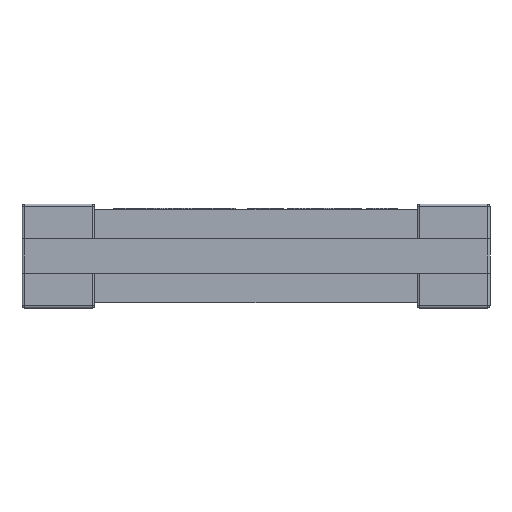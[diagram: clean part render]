
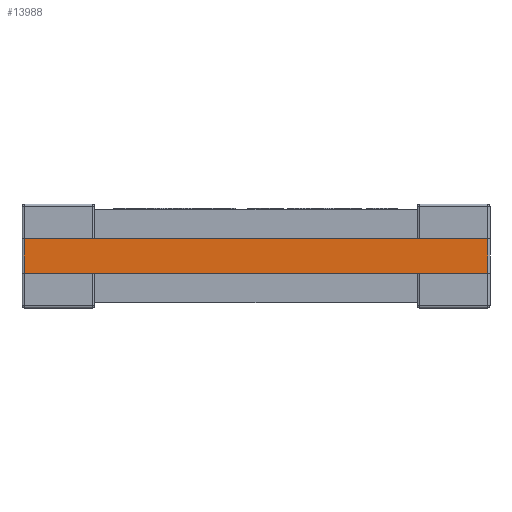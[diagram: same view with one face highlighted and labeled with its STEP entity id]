
A CAD part, front view. The second image highlights one B-rep face of the part: STEP entity #13988.
In plain terms, the highlighted planar face has unit normal (0, -1, 0).
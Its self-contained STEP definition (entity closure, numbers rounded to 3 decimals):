
#1578 = PLANE('',#1579);
#1579 = AXIS2_PLACEMENT_3D('',#1580,#1581,#1582);
#1580 = CARTESIAN_POINT('',(2.25,-1.6,0.667));
#1581 = DIRECTION('',(0.,0.,1.));
#1582 = DIRECTION('',(0.,-1.,0.));
#2612 = VERTEX_POINT('',#2613);
#2613 = CARTESIAN_POINT('',(-2.23,-1.6,0.667));
#2628 = CYLINDRICAL_SURFACE('',#2629,0.02);
#2629 = AXIS2_PLACEMENT_3D('',#2630,#2631,#2632);
#2630 = CARTESIAN_POINT('',(-2.23,-1.58,0.667));
#2631 = DIRECTION('',(0.,0.,-1.));
#2632 = DIRECTION('',(0.,1.,0.));
#2662 = EDGE_CURVE('',#2612,#2663,#2665,.T.);
#2663 = VERTEX_POINT('',#2664);
#2664 = CARTESIAN_POINT('',(2.23,-1.6,0.667));
#2665 = SURFACE_CURVE('',#2666,(#2670,#2677),.PCURVE_S1.);
#2666 = LINE('',#2667,#2668);
#2667 = CARTESIAN_POINT('',(-2.25,-1.6,0.667));
#2668 = VECTOR('',#2669,1.);
#2669 = DIRECTION('',(1.,0.,0.));
#2670 = PCURVE('',#1578,#2671);
#2671 = DEFINITIONAL_REPRESENTATION('',(#2672),#2676);
#2672 = LINE('',#2673,#2674);
#2673 = CARTESIAN_POINT('',(0.,-4.5));
#2674 = VECTOR('',#2675,1.);
#2675 = DIRECTION('',(0.,1.));
#2676 = ( GEOMETRIC_REPRESENTATION_CONTEXT(2) 
PARAMETRIC_REPRESENTATION_CONTEXT() REPRESENTATION_CONTEXT('2D SPACE',''
  ) );
#2677 = PCURVE('',#2678,#2683);
#2678 = PLANE('',#2679);
#2679 = AXIS2_PLACEMENT_3D('',#2680,#2681,#2682);
#2680 = CARTESIAN_POINT('',(-2.25,-1.6,0.667));
#2681 = DIRECTION('',(0.,1.,0.));
#2682 = DIRECTION('',(-1.,0.,0.));
#2683 = DEFINITIONAL_REPRESENTATION('',(#2684),#2688);
#2684 = LINE('',#2685,#2686);
#2685 = CARTESIAN_POINT('',(0.,0.));
#2686 = VECTOR('',#2687,1.);
#2687 = DIRECTION('',(-1.,0.));
#2688 = ( GEOMETRIC_REPRESENTATION_CONTEXT(2) 
PARAMETRIC_REPRESENTATION_CONTEXT() REPRESENTATION_CONTEXT('2D SPACE',''
  ) );
#2707 = CYLINDRICAL_SURFACE('',#2708,0.02);
#2708 = AXIS2_PLACEMENT_3D('',#2709,#2710,#2711);
#2709 = CARTESIAN_POINT('',(2.23,-1.58,0.667));
#2710 = DIRECTION('',(0.,0.,-1.));
#2711 = DIRECTION('',(0.,1.,0.));
#13879 = PLANE('',#13880);
#13880 = AXIS2_PLACEMENT_3D('',#13881,#13882,#13883);
#13881 = CARTESIAN_POINT('',(2.25,-1.6,0.333));
#13882 = DIRECTION('',(0.,0.,1.));
#13883 = DIRECTION('',(0.,-1.,0.));
#13895 = EDGE_CURVE('',#13896,#2663,#13898,.T.);
#13896 = VERTEX_POINT('',#13897);
#13897 = CARTESIAN_POINT('',(2.23,-1.6,0.333));
#13898 = SURFACE_CURVE('',#13899,(#13903,#13932),.PCURVE_S1.);
#13899 = LINE('',#13900,#13901);
#13900 = CARTESIAN_POINT('',(2.23,-1.6,0.667));
#13901 = VECTOR('',#13902,1.);
#13902 = DIRECTION('',(0.,0.,1.));
#13903 = PCURVE('',#2707,#13904);
#13904 = DEFINITIONAL_REPRESENTATION('',(#13905),#13931);
#13905 = B_SPLINE_CURVE_WITH_KNOTS('',3,(#13906,#13907,#13908,#13909,
    #13910,#13911,#13912,#13913,#13914,#13915,#13916,#13917,#13918,
    #13919,#13920,#13921,#13922,#13923,#13924,#13925,#13926,#13927,
    #13928,#13929,#13930),.UNSPECIFIED.,.F.,.F.,(4,1,1,1,1,1,1,1,1,1,1,1
    ,1,1,1,1,1,1,1,1,1,1,4),(-0.333,-0.318,
    -0.303,-0.288,-0.273,-0.258,
    -0.242,-0.227,-0.212,-0.197,
    -0.182,-0.167,-0.152,-0.136,
    -0.121,-0.106,-0.091,
    -0.076,-0.061,-0.045,
    -0.03,-0.015,0.),.UNSPECIFIED.);
#13906 = CARTESIAN_POINT('',(3.142,0.333));
#13907 = CARTESIAN_POINT('',(3.142,0.328));
#13908 = CARTESIAN_POINT('',(3.142,0.318));
#13909 = CARTESIAN_POINT('',(3.142,0.303));
#13910 = CARTESIAN_POINT('',(3.142,0.288));
#13911 = CARTESIAN_POINT('',(3.142,0.273));
#13912 = CARTESIAN_POINT('',(3.142,0.258));
#13913 = CARTESIAN_POINT('',(3.142,0.242));
#13914 = CARTESIAN_POINT('',(3.142,0.227));
#13915 = CARTESIAN_POINT('',(3.142,0.212));
#13916 = CARTESIAN_POINT('',(3.142,0.197));
#13917 = CARTESIAN_POINT('',(3.142,0.182));
#13918 = CARTESIAN_POINT('',(3.142,0.167));
#13919 = CARTESIAN_POINT('',(3.142,0.152));
#13920 = CARTESIAN_POINT('',(3.142,0.136));
#13921 = CARTESIAN_POINT('',(3.142,0.121));
#13922 = CARTESIAN_POINT('',(3.142,0.106));
#13923 = CARTESIAN_POINT('',(3.142,0.091));
#13924 = CARTESIAN_POINT('',(3.142,0.076));
#13925 = CARTESIAN_POINT('',(3.142,0.061));
#13926 = CARTESIAN_POINT('',(3.142,0.045));
#13927 = CARTESIAN_POINT('',(3.142,0.03));
#13928 = CARTESIAN_POINT('',(3.142,0.015));
#13929 = CARTESIAN_POINT('',(3.142,0.005));
#13930 = CARTESIAN_POINT('',(3.142,0.));
#13931 = ( GEOMETRIC_REPRESENTATION_CONTEXT(2) 
PARAMETRIC_REPRESENTATION_CONTEXT() REPRESENTATION_CONTEXT('2D SPACE',''
  ) );
#13932 = PCURVE('',#2678,#13933);
#13933 = DEFINITIONAL_REPRESENTATION('',(#13934),#13938);
#13934 = LINE('',#13935,#13936);
#13935 = CARTESIAN_POINT('',(-4.48,0.));
#13936 = VECTOR('',#13937,1.);
#13937 = DIRECTION('',(0.,1.));
#13938 = ( GEOMETRIC_REPRESENTATION_CONTEXT(2) 
PARAMETRIC_REPRESENTATION_CONTEXT() REPRESENTATION_CONTEXT('2D SPACE',''
  ) );
#13988 = ADVANCED_FACE('',(#13989),#2678,.F.);
#13989 = FACE_BOUND('',#13990,.T.);
#13990 = EDGE_LOOP('',(#13991,#13992,#14037,#14058));
#13991 = ORIENTED_EDGE('',*,*,#2662,.F.);
#13992 = ORIENTED_EDGE('',*,*,#13993,.T.);
#13993 = EDGE_CURVE('',#2612,#13994,#13996,.T.);
#13994 = VERTEX_POINT('',#13995);
#13995 = CARTESIAN_POINT('',(-2.23,-1.6,0.333));
#13996 = SURFACE_CURVE('',#13997,(#14001,#14008),.PCURVE_S1.);
#13997 = LINE('',#13998,#13999);
#13998 = CARTESIAN_POINT('',(-2.23,-1.6,0.667));
#13999 = VECTOR('',#14000,1.);
#14000 = DIRECTION('',(0.,0.,-1.));
#14001 = PCURVE('',#2678,#14002);
#14002 = DEFINITIONAL_REPRESENTATION('',(#14003),#14007);
#14003 = LINE('',#14004,#14005);
#14004 = CARTESIAN_POINT('',(-0.02,0.));
#14005 = VECTOR('',#14006,1.);
#14006 = DIRECTION('',(0.,-1.));
#14007 = ( GEOMETRIC_REPRESENTATION_CONTEXT(2) 
PARAMETRIC_REPRESENTATION_CONTEXT() REPRESENTATION_CONTEXT('2D SPACE',''
  ) );
#14008 = PCURVE('',#2628,#14009);
#14009 = DEFINITIONAL_REPRESENTATION('',(#14010),#14036);
#14010 = B_SPLINE_CURVE_WITH_KNOTS('',3,(#14011,#14012,#14013,#14014,
    #14015,#14016,#14017,#14018,#14019,#14020,#14021,#14022,#14023,
    #14024,#14025,#14026,#14027,#14028,#14029,#14030,#14031,#14032,
    #14033,#14034,#14035),.UNSPECIFIED.,.F.,.F.,(4,1,1,1,1,1,1,1,1,1,1,1
    ,1,1,1,1,1,1,1,1,1,1,4),(0.,0.015,0.03,
    0.045,0.061,0.076,
    0.091,0.106,0.121,0.136,
    0.152,0.167,0.182,0.197,
    0.212,0.227,0.242,0.258,
    0.273,0.288,0.303,0.318,
    0.333),.QUASI_UNIFORM_KNOTS.);
#14011 = CARTESIAN_POINT('',(3.142,0.));
#14012 = CARTESIAN_POINT('',(3.142,0.005));
#14013 = CARTESIAN_POINT('',(3.142,0.015));
#14014 = CARTESIAN_POINT('',(3.142,0.03));
#14015 = CARTESIAN_POINT('',(3.142,0.045));
#14016 = CARTESIAN_POINT('',(3.142,0.061));
#14017 = CARTESIAN_POINT('',(3.142,0.076));
#14018 = CARTESIAN_POINT('',(3.142,0.091));
#14019 = CARTESIAN_POINT('',(3.142,0.106));
#14020 = CARTESIAN_POINT('',(3.142,0.121));
#14021 = CARTESIAN_POINT('',(3.142,0.136));
#14022 = CARTESIAN_POINT('',(3.142,0.152));
#14023 = CARTESIAN_POINT('',(3.142,0.167));
#14024 = CARTESIAN_POINT('',(3.142,0.182));
#14025 = CARTESIAN_POINT('',(3.142,0.197));
#14026 = CARTESIAN_POINT('',(3.142,0.212));
#14027 = CARTESIAN_POINT('',(3.142,0.227));
#14028 = CARTESIAN_POINT('',(3.142,0.242));
#14029 = CARTESIAN_POINT('',(3.142,0.258));
#14030 = CARTESIAN_POINT('',(3.142,0.273));
#14031 = CARTESIAN_POINT('',(3.142,0.288));
#14032 = CARTESIAN_POINT('',(3.142,0.303));
#14033 = CARTESIAN_POINT('',(3.142,0.318));
#14034 = CARTESIAN_POINT('',(3.142,0.328));
#14035 = CARTESIAN_POINT('',(3.142,0.333));
#14036 = ( GEOMETRIC_REPRESENTATION_CONTEXT(2) 
PARAMETRIC_REPRESENTATION_CONTEXT() REPRESENTATION_CONTEXT('2D SPACE',''
  ) );
#14037 = ORIENTED_EDGE('',*,*,#14038,.T.);
#14038 = EDGE_CURVE('',#13994,#13896,#14039,.T.);
#14039 = SURFACE_CURVE('',#14040,(#14044,#14051),.PCURVE_S1.);
#14040 = LINE('',#14041,#14042);
#14041 = CARTESIAN_POINT('',(-2.25,-1.6,0.333));
#14042 = VECTOR('',#14043,1.);
#14043 = DIRECTION('',(1.,0.,0.));
#14044 = PCURVE('',#2678,#14045);
#14045 = DEFINITIONAL_REPRESENTATION('',(#14046),#14050);
#14046 = LINE('',#14047,#14048);
#14047 = CARTESIAN_POINT('',(0.,-0.333));
#14048 = VECTOR('',#14049,1.);
#14049 = DIRECTION('',(-1.,0.));
#14050 = ( GEOMETRIC_REPRESENTATION_CONTEXT(2) 
PARAMETRIC_REPRESENTATION_CONTEXT() REPRESENTATION_CONTEXT('2D SPACE',''
  ) );
#14051 = PCURVE('',#13879,#14052);
#14052 = DEFINITIONAL_REPRESENTATION('',(#14053),#14057);
#14053 = LINE('',#14054,#14055);
#14054 = CARTESIAN_POINT('',(0.,-4.5));
#14055 = VECTOR('',#14056,1.);
#14056 = DIRECTION('',(0.,1.));
#14057 = ( GEOMETRIC_REPRESENTATION_CONTEXT(2) 
PARAMETRIC_REPRESENTATION_CONTEXT() REPRESENTATION_CONTEXT('2D SPACE',''
  ) );
#14058 = ORIENTED_EDGE('',*,*,#13895,.T.);
